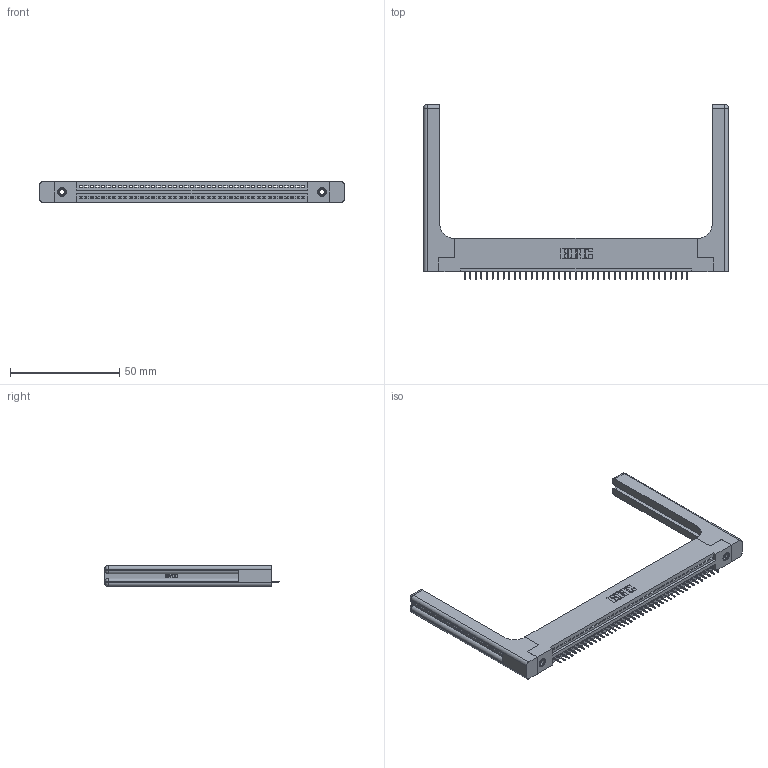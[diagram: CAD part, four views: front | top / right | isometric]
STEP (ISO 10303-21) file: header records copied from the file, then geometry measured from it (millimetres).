
FILE_DESCRIPTION (( 'STEP AP203' ), '1' );
FILE_NAME ('395-041-525-158.STEP', '2020-09-24T03:02:38', ( '' ), ( '' ), 'SwSTEP 2.0', 'SolidWorks 2020', '' );
FILE_SCHEMA (( 'CONFIG_CONTROL_DESIGN' ));
Length unit declared in the file: inch
Products named in the file (5): 345-220-058_345-220-058; 345-292-001_345-293-125; 345-250-001_345-250-001-102; 345 Part_Flush Mounting Lugs - 0.156 Dia-TH; 395-041-525-158
Assembly tree (46 placements, depth 2):
  395-041-525-158
    345 Part_Flush Mounting Lugs - 0.156 Dia-TH
    345-292-001_345-293-125  x41
    345-250-001_345-250-001-102  x2
    345-220-058_345-220-058  x2
Bounding box: 139.17 x 79.68 x 9.4 mm (x, y, z)
Volume: 21547.6 mm3; surface area: 22066.2 mm2
Topology: 46 solids, 46 shells, 2924 faces, 8387 edges, 5406 vertices
Faces by surface type: plane 2114, cylinder 750, bspline 36, cone 12, sphere 8, torus 4
Entity records: 36248 total; most frequent: CARTESIAN_POINT 7248, ORIENTED_EDGE 6020, DIRECTION 5280, EDGE_CURVE 3010, VECTOR 2626, LINE 2626, VERTEX_POINT 1994, AXIS2_PLACEMENT_3D 1327
